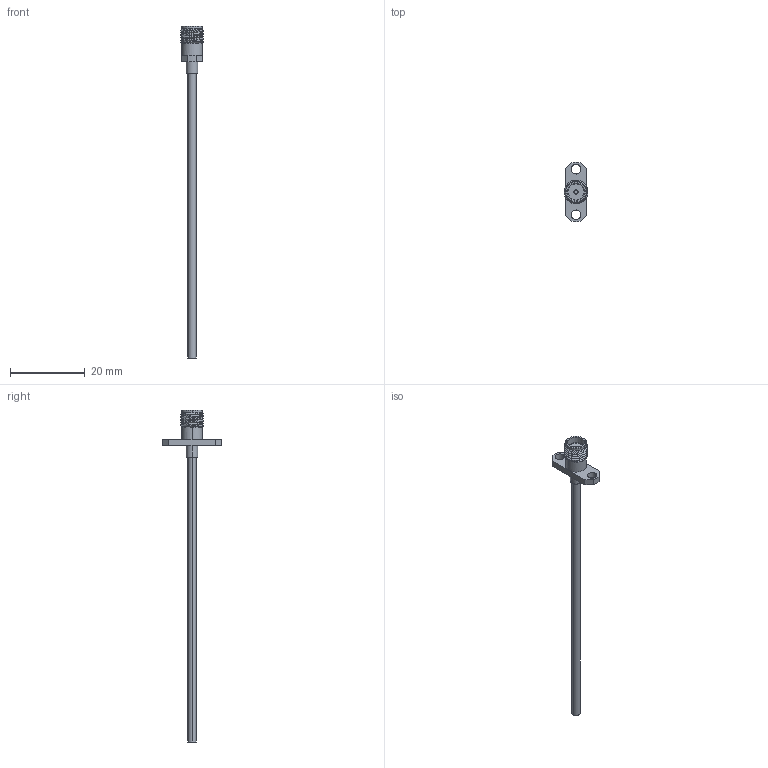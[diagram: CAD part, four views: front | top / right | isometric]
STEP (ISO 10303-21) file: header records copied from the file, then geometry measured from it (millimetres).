
FILE_DESCRIPTION (( 'STEP AP214' ), '1' );
FILE_NAME ('FMCA2395.step', '2021-07-12T16:18:28', ( '' ), ( '' ), 'SwSTEP 2.0', 'SolidWorks 2020', '' );
FILE_SCHEMA (( 'AUTOMOTIVE_DESIGN' ));
Length unit declared in the file: inch
Products named in the file (3): FMCA2395; FMCN1591^FMCA2395; FM-SR086TB^FMCA2395_Straight cut
Assembly tree (2 placements, depth 2):
  FMCA2395
    FM-SR086TB^FMCA2395_Straight cut
    FMCN1591^FMCA2395
Bounding box: 6.35 x 15.86 x 88.9 mm (x, y, z)
Volume: 581.3 mm3; surface area: 1037.4 mm2
Topology: 2 solids, 2 shells, 69 faces, 158 edges, 101 vertices
Faces by surface type: cylinder 36, plane 18, cone 10, bspline 3, torus 2
Entity records: 3261 total; most frequent: CARTESIAN_POINT 1507, DIRECTION 321, ORIENTED_EDGE 316, EDGE_CURVE 158, AXIS2_PLACEMENT_3D 130, VERTEX_POINT 101, EDGE_LOOP 81, FACE_OUTER_BOUND 69
